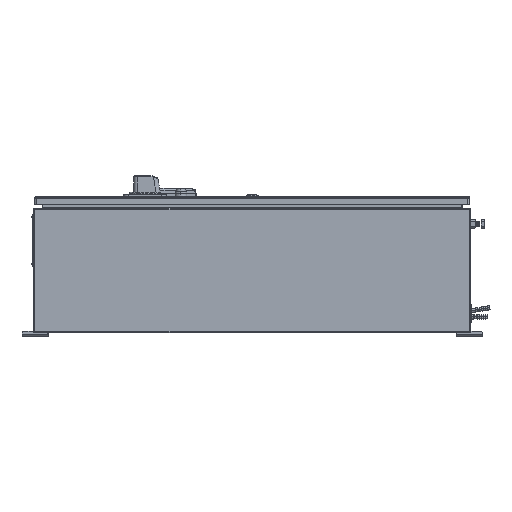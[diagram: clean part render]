
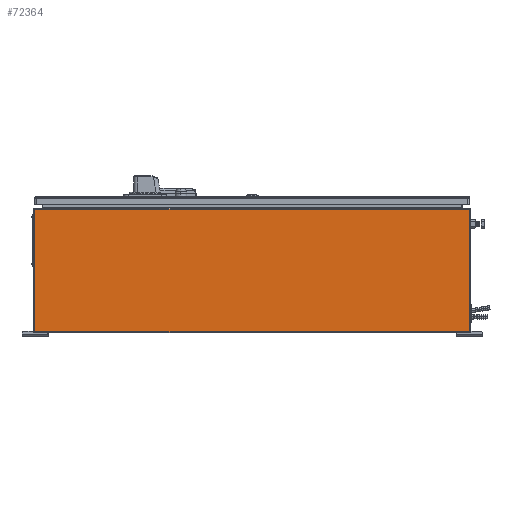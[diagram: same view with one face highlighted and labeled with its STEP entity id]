
A CAD part, left-side view. The second image highlights one B-rep face of the part: STEP entity #72364.
In plain terms, the highlighted planar face has unit normal (-1, 0, 0).
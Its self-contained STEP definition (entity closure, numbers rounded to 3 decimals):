
#1552 = VERTEX_POINT ( 'NONE', #54537 ) ;
#1684 = VERTEX_POINT ( 'NONE', #5450 ) ;
#1867 = FACE_OUTER_BOUND ( 'NONE', #12135, .T. ) ;
#2739 = LINE ( 'NONE', #26602, #23623 ) ;
#3208 = LINE ( 'NONE', #3603, #18217 ) ;
#3603 = CARTESIAN_POINT ( 'NONE',  ( -481.528, -387.159, 107.741 ) ) ;
#5450 = CARTESIAN_POINT ( 'NONE',  ( -481.528, 674.611, -42.145 ) ) ;
#8464 = ORIENTED_EDGE ( 'NONE', *, *, #18718, .F. ) ;
#8827 = VECTOR ( 'NONE', #79190, 1000. ) ;
#12135 = EDGE_LOOP ( 'NONE', ( #8464, #40199, #37655, #37070 ) ) ;
#15125 = AXIS2_PLACEMENT_3D ( 'NONE', #35408, #41900, #40281 ) ;
#18217 = VECTOR ( 'NONE', #34369, 1000. ) ;
#18718 = EDGE_CURVE ( 'NONE', #1552, #57162, #2739, .T. ) ;
#21824 = VERTEX_POINT ( 'NONE', #27792 ) ;
#23623 = VECTOR ( 'NONE', #76305, 1000. ) ;
#26512 = PLANE ( 'NONE',  #15125 ) ;
#26602 = CARTESIAN_POINT ( 'NONE',  ( -481.528, 143.097, 257.626 ) ) ;
#27792 = CARTESIAN_POINT ( 'NONE',  ( -481.528, -387.159, -42.145 ) ) ;
#28063 = LINE ( 'NONE', #52754, #38055 ) ;
#29906 = LINE ( 'NONE', #54614, #8827 ) ;
#34369 = DIRECTION ( 'NONE',  ( 0., 0., -1. ) ) ;
#35408 = CARTESIAN_POINT ( 'NONE',  ( -481.528, -389.674, 260.141 ) ) ;
#36270 = EDGE_CURVE ( 'NONE', #1684, #21824, #29906, .T. ) ;
#37070 = ORIENTED_EDGE ( 'NONE', *, *, #74974, .F. ) ;
#37655 = ORIENTED_EDGE ( 'NONE', *, *, #36270, .T. ) ;
#38055 = VECTOR ( 'NONE', #46721, 1000. ) ;
#40199 = ORIENTED_EDGE ( 'NONE', *, *, #48552, .F. ) ;
#40281 = DIRECTION ( 'NONE',  ( 0., 0., 1. ) ) ;
#41900 = DIRECTION ( 'NONE',  ( -1., 0., 0. ) ) ;
#46721 = DIRECTION ( 'NONE',  ( 0., 0., 1. ) ) ;
#48552 = EDGE_CURVE ( 'NONE', #1684, #1552, #28063, .T. ) ;
#52754 = CARTESIAN_POINT ( 'NONE',  ( -481.528, 674.611, 107.741 ) ) ;
#54537 = CARTESIAN_POINT ( 'NONE',  ( -481.528, 674.611, 257.626 ) ) ;
#54614 = CARTESIAN_POINT ( 'NONE',  ( -481.528, 410.426, -42.145 ) ) ;
#55494 = CARTESIAN_POINT ( 'NONE',  ( -481.528, -387.159, 257.626 ) ) ;
#57162 = VERTEX_POINT ( 'NONE', #55494 ) ;
#72364 = ADVANCED_FACE ( 'NONE', ( #1867 ), #26512, .T. ) ;
#74974 = EDGE_CURVE ( 'NONE', #57162, #21824, #3208, .T. ) ;
#76305 = DIRECTION ( 'NONE',  ( 0., -1., 0. ) ) ;
#79190 = DIRECTION ( 'NONE',  ( 0., -1., 0. ) ) ;
